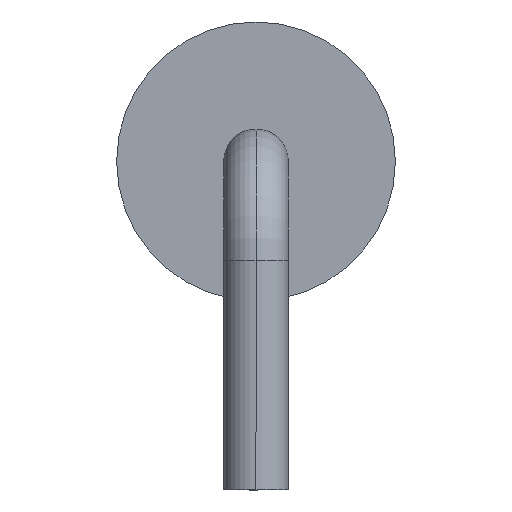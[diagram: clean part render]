
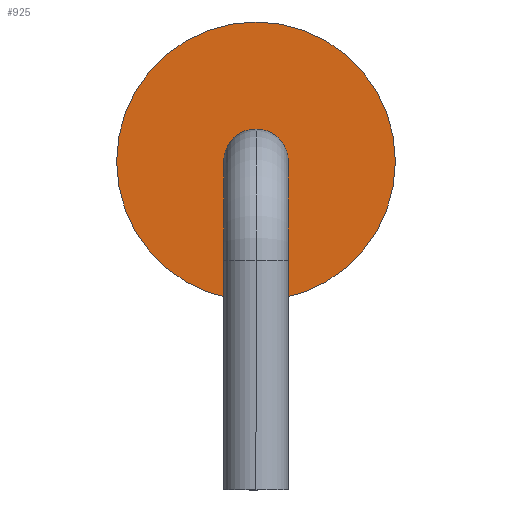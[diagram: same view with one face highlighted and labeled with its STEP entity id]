
A CAD part, left-side view. The second image highlights one B-rep face of the part: STEP entity #925.
In plain terms, the highlighted face is planar.
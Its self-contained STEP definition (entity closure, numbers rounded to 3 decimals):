
#873=CARTESIAN_POINT('',(-4.75,2.8,2.8));
#874=VERTEX_POINT('',#873);
#883=CARTESIAN_POINT('',(-4.75,-2.8,2.8));
#884=VERTEX_POINT('',#883);
#885=CARTESIAN_POINT('',(-4.75,0.,2.8));
#886=DIRECTION('',(1.0,0.0,0.0));
#887=DIRECTION('',(0.0,1.0,0.0));
#888=AXIS2_PLACEMENT_3D('',#885,#886,#887);
#889=CIRCLE('',#888,2.8);
#890=EDGE_CURVE('',#874,#884,#889,.T.);
#910=CARTESIAN_POINT('',(-4.75,0.,2.8));
#911=DIRECTION('',(1.0,0.0,0.0));
#912=DIRECTION('',(0.0,0.0,-1.0));
#913=AXIS2_PLACEMENT_3D('',#910,#911,#912);
#914=PLANE('',#913);
#915=ORIENTED_EDGE('',*,*,#890,.F.);
#916=CARTESIAN_POINT('',(-4.75,0.,2.8));
#917=DIRECTION('',(1.0,0.0,0.0));
#918=DIRECTION('',(0.0,1.0,0.0));
#919=AXIS2_PLACEMENT_3D('',#916,#917,#918);
#920=CIRCLE('',#919,2.8);
#921=EDGE_CURVE('',#884,#874,#920,.T.);
#922=ORIENTED_EDGE('',*,*,#921,.F.);
#923=EDGE_LOOP('',(#915,#922));
#924=FACE_OUTER_BOUND('',#923,.F.);
#925=ADVANCED_FACE('',(#924),#914,.T.);
